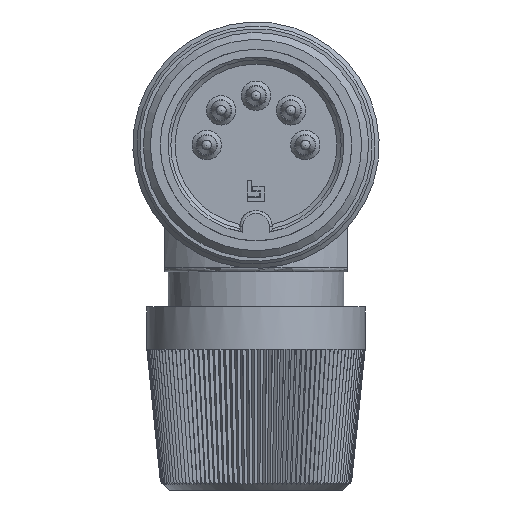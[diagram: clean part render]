
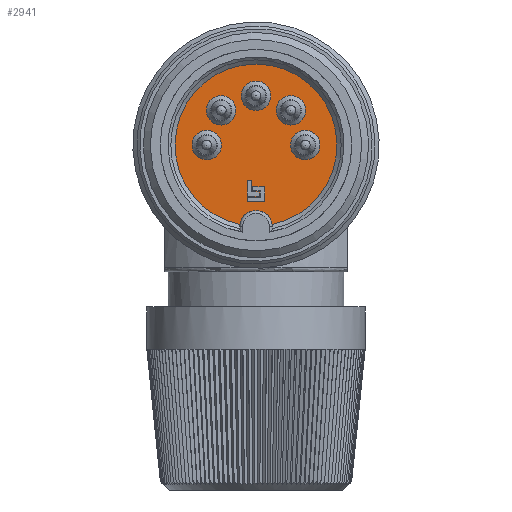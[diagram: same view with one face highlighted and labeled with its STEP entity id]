
A CAD part, left-side view. The second image highlights one B-rep face of the part: STEP entity #2941.
In plain terms, the highlighted planar face has unit normal (-1, 0, 0).
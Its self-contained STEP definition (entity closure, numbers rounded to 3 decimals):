
#1084=PLANE('',#10892);
#1681=LINE('',#18401,#2283);
#1684=LINE('',#18407,#2286);
#1686=LINE('',#18411,#2288);
#1688=LINE('',#18415,#2290);
#1690=LINE('',#18419,#2292);
#1692=LINE('',#18423,#2294);
#1694=LINE('',#18427,#2296);
#1696=LINE('',#18431,#2298);
#1703=LINE('',#18446,#2305);
#1706=LINE('',#18452,#2308);
#1708=LINE('',#18456,#2310);
#1710=LINE('',#18460,#2312);
#1712=LINE('',#18464,#2314);
#1714=LINE('',#18468,#2316);
#2283=VECTOR('',#13214,1.);
#2286=VECTOR('',#13219,1.);
#2288=VECTOR('',#13223,1.);
#2290=VECTOR('',#13227,1.);
#2292=VECTOR('',#13231,1.);
#2294=VECTOR('',#13235,1.);
#2296=VECTOR('',#13239,1.);
#2298=VECTOR('',#13243,1.);
#2305=VECTOR('',#13254,1.);
#2308=VECTOR('',#13259,1.);
#2310=VECTOR('',#13263,1.);
#2312=VECTOR('',#13267,1.);
#2314=VECTOR('',#13271,1.);
#2316=VECTOR('',#13275,1.);
#2941=ADVANCED_FACE('',(#3721,#3722,#3723,#3724,#3725,#3726,#3727,#3728),
#1084,.F.);
#3721=FACE_BOUND('',#4403,.T.);
#3722=FACE_BOUND('',#4404,.T.);
#3723=FACE_BOUND('',#4405,.T.);
#3724=FACE_BOUND('',#4406,.T.);
#3725=FACE_BOUND('',#4407,.T.);
#3726=FACE_BOUND('',#4408,.T.);
#3727=FACE_BOUND('',#4409,.T.);
#3728=FACE_BOUND('',#4410,.T.);
#4403=EDGE_LOOP('',(#7267));
#4404=EDGE_LOOP('',(#7268));
#4405=EDGE_LOOP('',(#7269));
#4406=EDGE_LOOP('',(#7270));
#4407=EDGE_LOOP('',(#7271));
#4408=EDGE_LOOP('',(#7272,#7273,#7274,#7275,#7276,#7277,#7278,#7279));
#4409=EDGE_LOOP('',(#7280,#7281));
#4410=EDGE_LOOP('',(#7282,#7283,#7284,#7285,#7286,#7287));
#7267=ORIENTED_EDGE('',*,*,#9557,.T.);
#7268=ORIENTED_EDGE('',*,*,#9558,.T.);
#7269=ORIENTED_EDGE('',*,*,#9559,.F.);
#7270=ORIENTED_EDGE('',*,*,#9560,.F.);
#7271=ORIENTED_EDGE('',*,*,#9561,.F.);
#7272=ORIENTED_EDGE('',*,*,#9570,.T.);
#7273=ORIENTED_EDGE('',*,*,#9585,.T.);
#7274=ORIENTED_EDGE('',*,*,#9583,.T.);
#7275=ORIENTED_EDGE('',*,*,#9581,.T.);
#7276=ORIENTED_EDGE('',*,*,#9579,.T.);
#7277=ORIENTED_EDGE('',*,*,#9577,.T.);
#7278=ORIENTED_EDGE('',*,*,#9575,.T.);
#7279=ORIENTED_EDGE('',*,*,#9573,.T.);
#7280=ORIENTED_EDGE('',*,*,#9637,.T.);
#7281=ORIENTED_EDGE('',*,*,#9620,.T.);
#7282=ORIENTED_EDGE('',*,*,#9603,.F.);
#7283=ORIENTED_EDGE('',*,*,#9592,.F.);
#7284=ORIENTED_EDGE('',*,*,#9595,.F.);
#7285=ORIENTED_EDGE('',*,*,#9597,.F.);
#7286=ORIENTED_EDGE('',*,*,#9599,.F.);
#7287=ORIENTED_EDGE('',*,*,#9601,.F.);
#8147=VERTEX_POINT('',#18370);
#8148=VERTEX_POINT('',#18373);
#8149=VERTEX_POINT('',#18376);
#8150=VERTEX_POINT('',#18379);
#8151=VERTEX_POINT('',#18382);
#8160=VERTEX_POINT('',#18402);
#8161=VERTEX_POINT('',#18403);
#8162=VERTEX_POINT('',#18408);
#8163=VERTEX_POINT('',#18412);
#8164=VERTEX_POINT('',#18416);
#8165=VERTEX_POINT('',#18420);
#8166=VERTEX_POINT('',#18424);
#8167=VERTEX_POINT('',#18428);
#8174=VERTEX_POINT('',#18447);
#8175=VERTEX_POINT('',#18448);
#8176=VERTEX_POINT('',#18453);
#8177=VERTEX_POINT('',#18457);
#8178=VERTEX_POINT('',#18461);
#8179=VERTEX_POINT('',#18465);
#8188=VERTEX_POINT('',#18539);
#8190=VERTEX_POINT('',#18542);
#9557=EDGE_CURVE('',#8147,#8147,#9945,.T.);
#9558=EDGE_CURVE('',#8148,#8148,#9946,.T.);
#9559=EDGE_CURVE('',#8149,#8149,#9947,.T.);
#9560=EDGE_CURVE('',#8150,#8150,#9948,.T.);
#9561=EDGE_CURVE('',#8151,#8151,#9949,.T.);
#9570=EDGE_CURVE('',#8160,#8161,#1681,.T.);
#9573=EDGE_CURVE('',#8162,#8160,#1684,.T.);
#9575=EDGE_CURVE('',#8163,#8162,#1686,.T.);
#9577=EDGE_CURVE('',#8164,#8163,#1688,.T.);
#9579=EDGE_CURVE('',#8165,#8164,#1690,.T.);
#9581=EDGE_CURVE('',#8166,#8165,#1692,.T.);
#9583=EDGE_CURVE('',#8167,#8166,#1694,.T.);
#9585=EDGE_CURVE('',#8161,#8167,#1696,.T.);
#9592=EDGE_CURVE('',#8174,#8175,#1703,.T.);
#9595=EDGE_CURVE('',#8176,#8174,#1706,.T.);
#9597=EDGE_CURVE('',#8177,#8176,#1708,.T.);
#9599=EDGE_CURVE('',#8178,#8177,#1710,.T.);
#9601=EDGE_CURVE('',#8179,#8178,#1712,.T.);
#9603=EDGE_CURVE('',#8175,#8179,#1714,.T.);
#9620=EDGE_CURVE('',#8190,#8188,#9956,.T.);
#9637=EDGE_CURVE('',#8188,#8190,#9962,.T.);
#9945=CIRCLE('',#10836,1.045);
#9946=CIRCLE('',#10838,1.045);
#9947=CIRCLE('',#10840,1.045);
#9948=CIRCLE('',#10842,1.045);
#9949=CIRCLE('',#10844,1.045);
#9956=CIRCLE('',#10874,5.75);
#9962=CIRCLE('',#10886,1.15);
#10836=AXIS2_PLACEMENT_3D('',#18369,#13184,#13185);
#10838=AXIS2_PLACEMENT_3D('',#18372,#13188,#13189);
#10840=AXIS2_PLACEMENT_3D('',#18375,#13192,#13193);
#10842=AXIS2_PLACEMENT_3D('',#18378,#13196,#13197);
#10844=AXIS2_PLACEMENT_3D('',#18381,#13200,#13201);
#10874=AXIS2_PLACEMENT_3D('',#18541,#13308,#13309);
#10886=AXIS2_PLACEMENT_3D('',#18581,#13340,#13341);
#10892=AXIS2_PLACEMENT_3D('',#18588,#13352,#13353);
#13184=DIRECTION('',(1.,0.,0.));
#13185=DIRECTION('',(0.,0.,-1.));
#13188=DIRECTION('',(1.,0.,0.));
#13189=DIRECTION('',(0.,0.,-1.));
#13192=DIRECTION('',(-1.,0.,0.));
#13193=DIRECTION('',(0.,0.,-1.));
#13196=DIRECTION('',(-1.,0.,0.));
#13197=DIRECTION('',(0.,0.,-1.));
#13200=DIRECTION('',(-1.,0.,0.));
#13201=DIRECTION('',(0.,0.,-1.));
#13214=DIRECTION('',(0.,0.,1.));
#13219=DIRECTION('',(0.,-1.,0.));
#13223=DIRECTION('',(0.,0.,1.));
#13227=DIRECTION('',(0.,1.,0.));
#13231=DIRECTION('',(0.,0.,-1.));
#13235=DIRECTION('',(0.,-1.,0.));
#13239=DIRECTION('',(0.,0.,1.));
#13243=DIRECTION('',(0.,1.,0.));
#13254=DIRECTION('',(0.,1.,0.));
#13259=DIRECTION('',(0.,0.,1.));
#13263=DIRECTION('',(0.,-1.,0.));
#13267=DIRECTION('',(0.,0.,-1.));
#13271=DIRECTION('',(0.,1.,0.));
#13275=DIRECTION('',(0.,0.,1.));
#13308=DIRECTION('',(-1.,0.,0.));
#13309=DIRECTION('',(0.,0.,1.));
#13340=DIRECTION('',(1.,0.,0.));
#13341=DIRECTION('',(0.,1.,0.));
#13352=DIRECTION('',(1.,0.,0.));
#13353=DIRECTION('',(0.,0.,1.));
#18369=CARTESIAN_POINT('',(8.7,-3.5,0.));
#18370=CARTESIAN_POINT('',(8.7,-3.5,-1.045));
#18372=CARTESIAN_POINT('',(8.7,-2.475,2.47));
#18373=CARTESIAN_POINT('',(8.7,-2.475,1.425));
#18375=CARTESIAN_POINT('',(8.7,3.5,0.));
#18376=CARTESIAN_POINT('',(8.7,3.5,-1.045));
#18378=CARTESIAN_POINT('',(8.7,2.475,2.47));
#18379=CARTESIAN_POINT('',(8.7,2.475,1.425));
#18381=CARTESIAN_POINT('',(8.7,0.,3.5));
#18382=CARTESIAN_POINT('',(8.7,0.,2.455));
#18401=CARTESIAN_POINT('',(8.7,-0.305,-3.7));
#18402=CARTESIAN_POINT('',(8.7,-0.305,-3.7));
#18403=CARTESIAN_POINT('',(8.7,-0.305,-3.26));
#18407=CARTESIAN_POINT('',(8.7,0.625,-3.7));
#18408=CARTESIAN_POINT('',(8.7,0.625,-3.7));
#18411=CARTESIAN_POINT('',(8.7,0.625,-4.));
#18412=CARTESIAN_POINT('',(8.7,0.625,-4.));
#18415=CARTESIAN_POINT('',(8.7,-0.605,-4.));
#18416=CARTESIAN_POINT('',(8.7,-0.605,-4.));
#18419=CARTESIAN_POINT('',(8.7,-0.605,-2.96));
#18420=CARTESIAN_POINT('',(8.7,-0.605,-2.96));
#18423=CARTESIAN_POINT('',(8.7,0.245,-2.96));
#18424=CARTESIAN_POINT('',(8.7,0.245,-2.96));
#18427=CARTESIAN_POINT('',(8.7,0.245,-3.26));
#18428=CARTESIAN_POINT('',(8.7,0.245,-3.26));
#18431=CARTESIAN_POINT('',(8.7,-0.305,-3.26));
#18446=CARTESIAN_POINT('',(8.7,-0.235,-3.33));
#18447=CARTESIAN_POINT('',(8.7,-0.235,-3.33));
#18448=CARTESIAN_POINT('',(8.7,0.315,-3.33));
#18452=CARTESIAN_POINT('',(8.7,-0.235,-3.63));
#18453=CARTESIAN_POINT('',(8.7,-0.235,-3.63));
#18456=CARTESIAN_POINT('',(8.7,0.615,-3.63));
#18457=CARTESIAN_POINT('',(8.7,0.615,-3.63));
#18460=CARTESIAN_POINT('',(8.7,0.615,-2.51));
#18461=CARTESIAN_POINT('',(8.7,0.615,-2.51));
#18464=CARTESIAN_POINT('',(8.7,0.315,-2.51));
#18465=CARTESIAN_POINT('',(8.7,0.315,-2.51));
#18468=CARTESIAN_POINT('',(8.7,0.315,-3.33));
#18539=CARTESIAN_POINT('',(8.7,1.138,-5.636));
#18541=CARTESIAN_POINT('',(8.7,0.,0.));
#18542=CARTESIAN_POINT('',(8.7,-1.138,-5.636));
#18581=CARTESIAN_POINT('',(8.7,0.,-5.8));
#18588=CARTESIAN_POINT('',(8.7,0.,0.));
